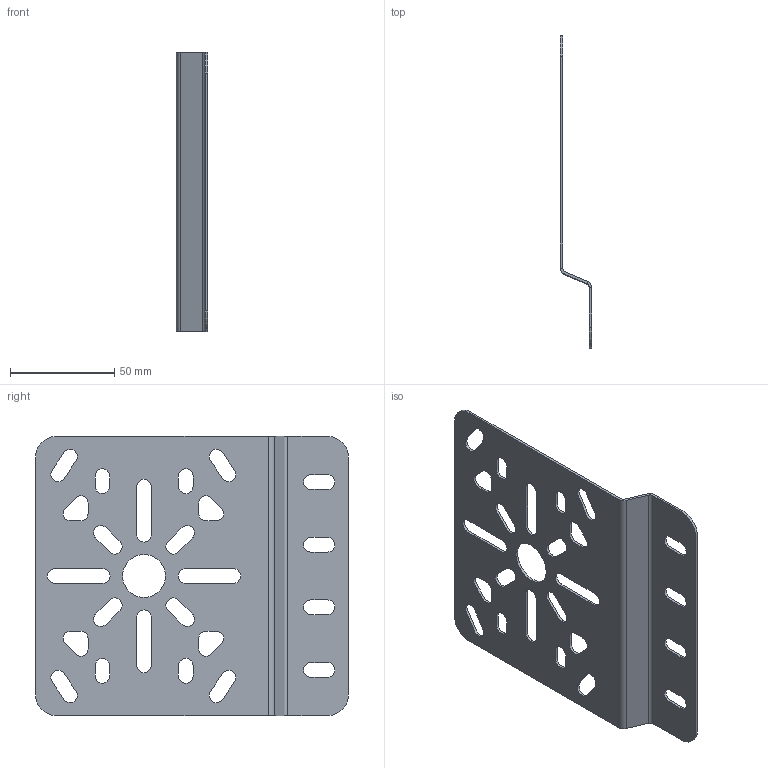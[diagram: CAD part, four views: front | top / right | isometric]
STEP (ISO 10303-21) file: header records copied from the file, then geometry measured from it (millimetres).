
FILE_DESCRIPTION (( 'STEP AP203' ), '1' );
FILE_NAME ('Ïëàñòèíà ìîíòàæíàÿ âåðòèêàëüíàÿ_LP3000.STEP', '2012-12-19T09:02:56', ( 'Àñååâ' ), ( '' ), 'SwSTEP 2.0', 'SolidWorks 2012', '' );
FILE_SCHEMA (( 'CONFIG_CONTROL_DESIGN' ));
Length unit declared in the file: millimetre
Products named in the file (1): Ïëàñòèíà ìîíòàæíàÿ âåðòèêàëüíàÿ_LP3000
Bounding box: 15 x 150 x 134 mm (x, y, z)
Volume: 21632.8 mm3; surface area: 38063.3 mm2
Topology: 1 solids, 1 shells, 131 faces, 372 edges, 243 vertices
Faces by surface type: plane 70, cylinder 61
Full cylindrical faces by diameter (mm): 20.5 x1
Entity records: 4431 total; most frequent: DIRECTION 756, CARTESIAN_POINT 744, ORIENTED_EDGE 740, EDGE_CURVE 370, AXIS2_PLACEMENT_3D 254, VECTOR 248, LINE 248, VERTEX_POINT 242
